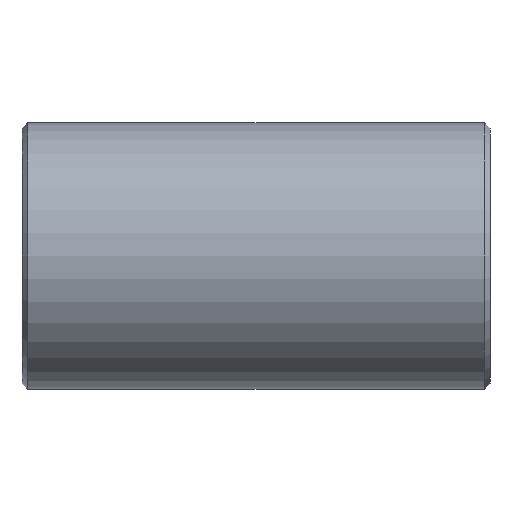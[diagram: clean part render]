
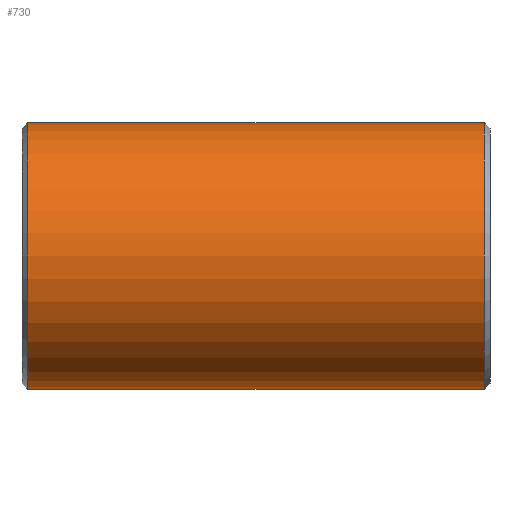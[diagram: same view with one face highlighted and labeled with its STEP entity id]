
A CAD part, front view. The second image highlights one B-rep face of the part: STEP entity #730.
In plain terms, the highlighted cylindrical face has radius 70.65 mm (diameter 141.3 mm), a partial arc.
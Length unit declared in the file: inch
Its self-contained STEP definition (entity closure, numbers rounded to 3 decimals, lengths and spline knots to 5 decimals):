
#50 = DIRECTION ( 'NONE',  ( 0., 0., -1. ) ) ;
#79 = AXIS2_PLACEMENT_3D ( 'NONE', #508, #634, #450 ) ;
#94 = CARTESIAN_POINT ( 'NONE',  ( 4.755, 0., -2.7815 ) ) ;
#130 = EDGE_CURVE ( 'NONE', #294, #342, #433, .T. ) ;
#135 = ORIENTED_EDGE ( 'NONE', *, *, #144, .T. ) ;
#144 = EDGE_CURVE ( 'NONE', #389, #693, #512, .T. ) ;
#151 = CYLINDRICAL_SURFACE ( 'NONE', #79, 2.7815 ) ;
#165 = CARTESIAN_POINT ( 'NONE',  ( -4.755, 0., -2.7815 ) ) ;
#202 = FACE_OUTER_BOUND ( 'NONE', #630, .T. ) ;
#240 = LINE ( 'NONE', #718, #742 ) ;
#279 = AXIS2_PLACEMENT_3D ( 'NONE', #357, #306, #411 ) ;
#294 = VERTEX_POINT ( 'NONE', #337 ) ;
#306 = DIRECTION ( 'NONE',  ( 1., 0., 0. ) ) ;
#337 = CARTESIAN_POINT ( 'NONE',  ( -4.755, 0., 2.7815 ) ) ;
#342 = VERTEX_POINT ( 'NONE', #165 ) ;
#357 = CARTESIAN_POINT ( 'NONE',  ( -4.755, 0., 0. ) ) ;
#373 = ORIENTED_EDGE ( 'NONE', *, *, #589, .F. ) ;
#381 = CARTESIAN_POINT ( 'NONE',  ( 4.755, 0., 2.7815 ) ) ;
#387 = VECTOR ( 'NONE', #573, 39.37008 ) ;
#389 = VERTEX_POINT ( 'NONE', #94 ) ;
#400 = ORIENTED_EDGE ( 'NONE', *, *, #412, .T. ) ;
#401 = LINE ( 'NONE', #638, #387 ) ;
#411 = DIRECTION ( 'NONE',  ( 0., 0., 1. ) ) ;
#412 = EDGE_CURVE ( 'NONE', #693, #294, #401, .T. ) ;
#414 = CARTESIAN_POINT ( 'NONE',  ( 4.755, 0., 0. ) ) ;
#433 = CIRCLE ( 'NONE', #279, 2.7815 ) ;
#450 = DIRECTION ( 'NONE',  ( 0., 0., 1. ) ) ;
#501 = ORIENTED_EDGE ( 'NONE', *, *, #130, .T. ) ;
#508 = CARTESIAN_POINT ( 'NONE',  ( 4.88, 0., 0. ) ) ;
#512 = CIRCLE ( 'NONE', #525, 2.7815 ) ;
#525 = AXIS2_PLACEMENT_3D ( 'NONE', #414, #596, #50 ) ;
#573 = DIRECTION ( 'NONE',  ( -1., 0., 0. ) ) ;
#589 = EDGE_CURVE ( 'NONE', #389, #342, #240, .T. ) ;
#594 = DIRECTION ( 'NONE',  ( -1., 0., 0. ) ) ;
#596 = DIRECTION ( 'NONE',  ( -1., 0., 0. ) ) ;
#630 = EDGE_LOOP ( 'NONE', ( #373, #135, #400, #501 ) ) ;
#634 = DIRECTION ( 'NONE',  ( -1., 0., 0. ) ) ;
#638 = CARTESIAN_POINT ( 'NONE',  ( 4.88, 0., 2.7815 ) ) ;
#693 = VERTEX_POINT ( 'NONE', #381 ) ;
#718 = CARTESIAN_POINT ( 'NONE',  ( 4.88, 0., -2.7815 ) ) ;
#730 = ADVANCED_FACE ( 'NONE', ( #202 ), #151, .T. ) ;
#742 = VECTOR ( 'NONE', #594, 39.37008 ) ;
